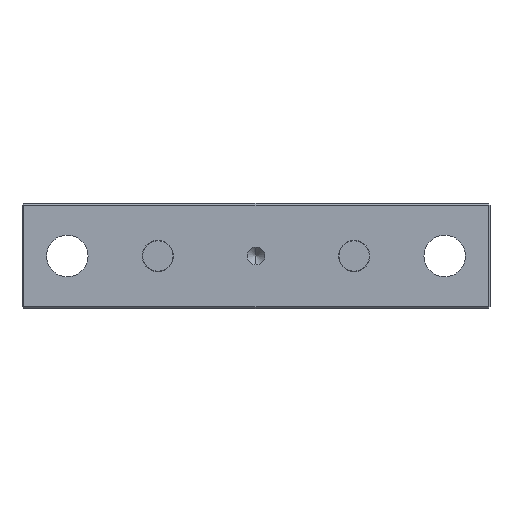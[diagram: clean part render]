
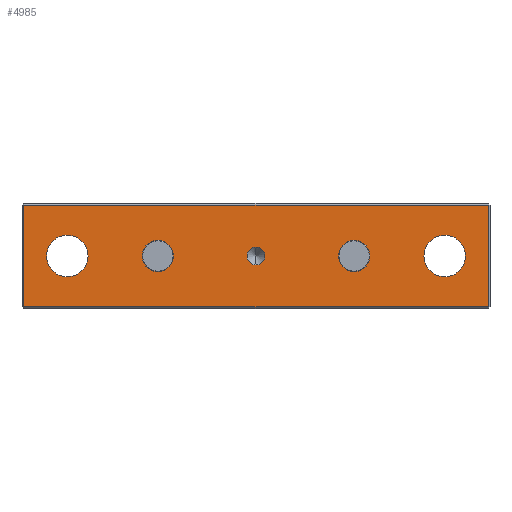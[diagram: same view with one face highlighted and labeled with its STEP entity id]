
A CAD part, front view. The second image highlights one B-rep face of the part: STEP entity #4985.
In plain terms, the highlighted planar face has unit normal (0, -1, 0).
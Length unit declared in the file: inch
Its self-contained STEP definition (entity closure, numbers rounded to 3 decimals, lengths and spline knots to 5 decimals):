
#189 = AXIS2_PLACEMENT_3D ( 'NONE', #5149, #935, #5889 ) ;
#219 = VECTOR ( 'NONE', #6316, 39.37008 ) ;
#316 = DIRECTION ( 'NONE',  ( 0., 1., 0. ) ) ;
#375 = DIRECTION ( 'NONE',  ( 0., 0., 1. ) ) ;
#381 = CARTESIAN_POINT ( 'NONE',  ( 1.21047, -0.70866, 0.26559 ) ) ;
#383 = CARTESIAN_POINT ( 'NONE',  ( -0.43043, -0.70866, 0. ) ) ;
#428 = ORIENTED_EDGE ( 'NONE', *, *, #1862, .T. ) ;
#582 = CARTESIAN_POINT ( 'NONE',  ( 0.51181, -0.70866, 0. ) ) ;
#584 = VECTOR ( 'NONE', #375, 39.37008 ) ;
#667 = AXIS2_PLACEMENT_3D ( 'NONE', #8222, #3958, #8908 ) ;
#813 = CARTESIAN_POINT ( 'NONE',  ( -0.98425, -0.70866, 0. ) ) ;
#835 = ORIENTED_EDGE ( 'NONE', *, *, #2022, .T. ) ;
#935 = DIRECTION ( 'NONE',  ( 0., 1., 0. ) ) ;
#1257 = DIRECTION ( 'NONE',  ( 0., 1., 0. ) ) ;
#1265 = DIRECTION ( 'NONE',  ( -1., 0., 0. ) ) ;
#1306 = EDGE_CURVE ( 'NONE', #2378, #2496, #9114, .T. ) ;
#1341 = CARTESIAN_POINT ( 'NONE',  ( -1.21047, -0.70866, 0.26559 ) ) ;
#1512 = DIRECTION ( 'NONE',  ( -1., 0., 0. ) ) ;
#1591 = VERTEX_POINT ( 'NONE', #381 ) ;
#1617 = FACE_BOUND ( 'NONE', #2915, .T. ) ;
#1664 = CARTESIAN_POINT ( 'NONE',  ( 0.43043, -0.70866, 0. ) ) ;
#1668 = EDGE_CURVE ( 'NONE', #1591, #7623, #1776, .T. ) ;
#1699 = EDGE_CURVE ( 'NONE', #2602, #3541, #7463, .T. ) ;
#1728 = EDGE_LOOP ( 'NONE', ( #7779, #1820 ) ) ;
#1774 = EDGE_CURVE ( 'NONE', #4008, #4889, #7322, .T. ) ;
#1776 = LINE ( 'NONE', #3020, #5543 ) ;
#1782 = CARTESIAN_POINT ( 'NONE',  ( 0.87575, -0.70866, 0. ) ) ;
#1820 = ORIENTED_EDGE ( 'NONE', *, *, #1774, .T. ) ;
#1827 = CARTESIAN_POINT ( 'NONE',  ( 1.21047, -0.70866, 0. ) ) ;
#1861 = FACE_BOUND ( 'NONE', #5782, .T. ) ;
#1862 = EDGE_CURVE ( 'NONE', #7116, #1591, #8101, .T. ) ;
#1883 = VECTOR ( 'NONE', #9030, 39.37008 ) ;
#1973 = AXIS2_PLACEMENT_3D ( 'NONE', #5505, #1257, #6222 ) ;
#2022 = EDGE_CURVE ( 'NONE', #3745, #7116, #3987, .T. ) ;
#2056 = EDGE_CURVE ( 'NONE', #7764, #6050, #2853, .T. ) ;
#2104 = CARTESIAN_POINT ( 'NONE',  ( -0.87575, -0.70866, 0. ) ) ;
#2108 = CARTESIAN_POINT ( 'NONE',  ( -0.59319, -0.70866, 0. ) ) ;
#2184 = EDGE_CURVE ( 'NONE', #7623, #3745, #5642, .T. ) ;
#2248 = AXIS2_PLACEMENT_3D ( 'NONE', #813, #5769, #1512 ) ;
#2378 = VERTEX_POINT ( 'NONE', #2104 ) ;
#2456 = DIRECTION ( 'NONE',  ( 0., 1., 0. ) ) ;
#2467 = CARTESIAN_POINT ( 'NONE',  ( 1.22047, -0.70866, 0. ) ) ;
#2485 = EDGE_LOOP ( 'NONE', ( #428, #6427, #6819, #835 ) ) ;
#2496 = VERTEX_POINT ( 'NONE', #5022 ) ;
#2583 = CIRCLE ( 'NONE', #3022, 0.1085 ) ;
#2602 = VERTEX_POINT ( 'NONE', #1664 ) ;
#2824 = EDGE_CURVE ( 'NONE', #4889, #4008, #3955, .T. ) ;
#2853 = CIRCLE ( 'NONE', #1973, 0.04688 ) ;
#2895 = CARTESIAN_POINT ( 'NONE',  ( 0., -0.70866, -0.04688 ) ) ;
#2915 = EDGE_LOOP ( 'NONE', ( #8374, #6346 ) ) ;
#3020 = CARTESIAN_POINT ( 'NONE',  ( 1.22047, -0.70866, 0.26559 ) ) ;
#3022 = AXIS2_PLACEMENT_3D ( 'NONE', #4515, #316, #5231 ) ;
#3184 = DIRECTION ( 'NONE',  ( 0., 0., -1. ) ) ;
#3185 = ORIENTED_EDGE ( 'NONE', *, *, #1306, .T. ) ;
#3450 = CARTESIAN_POINT ( 'NONE',  ( -0.51181, -0.70866, 0. ) ) ;
#3491 = FACE_BOUND ( 'NONE', #1728, .T. ) ;
#3540 = CIRCLE ( 'NONE', #7709, 0.04688 ) ;
#3541 = VERTEX_POINT ( 'NONE', #7304 ) ;
#3650 = ORIENTED_EDGE ( 'NONE', *, *, #8008, .T. ) ;
#3680 = CARTESIAN_POINT ( 'NONE',  ( -0.98425, -0.70866, 0. ) ) ;
#3745 = VERTEX_POINT ( 'NONE', #4069 ) ;
#3867 = CARTESIAN_POINT ( 'NONE',  ( -0.51181, -0.70866, 0. ) ) ;
#3931 = ORIENTED_EDGE ( 'NONE', *, *, #4098, .T. ) ;
#3939 = EDGE_CURVE ( 'NONE', #4159, #7354, #2583, .T. ) ;
#3955 = CIRCLE ( 'NONE', #6988, 0.08138 ) ;
#3958 = DIRECTION ( 'NONE',  ( 0., 1., 0. ) ) ;
#3971 = EDGE_CURVE ( 'NONE', #6050, #7764, #3540, .T. ) ;
#3987 = LINE ( 'NONE', #6925, #1883 ) ;
#4008 = VERTEX_POINT ( 'NONE', #383 ) ;
#4069 = CARTESIAN_POINT ( 'NONE',  ( -1.21047, -0.70866, -0.26559 ) ) ;
#4093 = CARTESIAN_POINT ( 'NONE',  ( 0., -0.70866, 0.04688 ) ) ;
#4098 = EDGE_CURVE ( 'NONE', #3541, #2602, #8896, .T. ) ;
#4159 = VERTEX_POINT ( 'NONE', #5564 ) ;
#4166 = DIRECTION ( 'NONE',  ( -1., 0., 0. ) ) ;
#4384 = DIRECTION ( 'NONE',  ( -1., 0., 0. ) ) ;
#4515 = CARTESIAN_POINT ( 'NONE',  ( 0.98425, -0.70866, 0. ) ) ;
#4574 = DIRECTION ( 'NONE',  ( -1., 0., 0. ) ) ;
#4851 = ORIENTED_EDGE ( 'NONE', *, *, #3939, .T. ) ;
#4887 = ORIENTED_EDGE ( 'NONE', *, *, #1699, .T. ) ;
#4889 = VERTEX_POINT ( 'NONE', #2108 ) ;
#4985 = ADVANCED_FACE ( 'NONE', ( #5412, #9151, #1861, #3491, #1617, #8948 ), #5985, .T. ) ;
#5022 = CARTESIAN_POINT ( 'NONE',  ( -1.09275, -0.70866, 0. ) ) ;
#5110 = AXIS2_PLACEMENT_3D ( 'NONE', #582, #5510, #1265 ) ;
#5149 = CARTESIAN_POINT ( 'NONE',  ( 0.51181, -0.70866, 0. ) ) ;
#5231 = DIRECTION ( 'NONE',  ( -1., 0., 0. ) ) ;
#5412 = FACE_BOUND ( 'NONE', #6476, .T. ) ;
#5505 = CARTESIAN_POINT ( 'NONE',  ( 0., -0.70866, 0. ) ) ;
#5510 = DIRECTION ( 'NONE',  ( 0., 1., 0. ) ) ;
#5543 = VECTOR ( 'NONE', #7996, 39.37008 ) ;
#5564 = CARTESIAN_POINT ( 'NONE',  ( 1.09275, -0.70866, 0. ) ) ;
#5642 = LINE ( 'NONE', #6343, #219 ) ;
#5769 = DIRECTION ( 'NONE',  ( 0., 1., 0. ) ) ;
#5782 = EDGE_LOOP ( 'NONE', ( #4887, #3931 ) ) ;
#5786 = EDGE_LOOP ( 'NONE', ( #3650, #3185 ) ) ;
#5889 = DIRECTION ( 'NONE',  ( -1., 0., 0. ) ) ;
#5985 = PLANE ( 'NONE',  #6186 ) ;
#6050 = VERTEX_POINT ( 'NONE', #4093 ) ;
#6186 = AXIS2_PLACEMENT_3D ( 'NONE', #2467, #7453, #3184 ) ;
#6222 = DIRECTION ( 'NONE',  ( 0., 0., -1. ) ) ;
#6316 = DIRECTION ( 'NONE',  ( 0., 0., -1. ) ) ;
#6343 = CARTESIAN_POINT ( 'NONE',  ( -1.21047, -0.70866, 0. ) ) ;
#6346 = ORIENTED_EDGE ( 'NONE', *, *, #3971, .T. ) ;
#6361 = AXIS2_PLACEMENT_3D ( 'NONE', #3867, #8834, #4574 ) ;
#6427 = ORIENTED_EDGE ( 'NONE', *, *, #1668, .T. ) ;
#6476 = EDGE_LOOP ( 'NONE', ( #6495, #4851 ) ) ;
#6495 = ORIENTED_EDGE ( 'NONE', *, *, #7371, .T. ) ;
#6552 = CIRCLE ( 'NONE', #667, 0.1085 ) ;
#6733 = CARTESIAN_POINT ( 'NONE',  ( 0., -0.70866, 0. ) ) ;
#6819 = ORIENTED_EDGE ( 'NONE', *, *, #2184, .T. ) ;
#6882 = CIRCLE ( 'NONE', #7092, 0.1085 ) ;
#6925 = CARTESIAN_POINT ( 'NONE',  ( 1.22047, -0.70866, -0.26559 ) ) ;
#6988 = AXIS2_PLACEMENT_3D ( 'NONE', #3450, #8426, #4166 ) ;
#7092 = AXIS2_PLACEMENT_3D ( 'NONE', #3680, #8654, #4384 ) ;
#7116 = VERTEX_POINT ( 'NONE', #7784 ) ;
#7304 = CARTESIAN_POINT ( 'NONE',  ( 0.59319, -0.70866, 0. ) ) ;
#7322 = CIRCLE ( 'NONE', #6361, 0.08138 ) ;
#7354 = VERTEX_POINT ( 'NONE', #1782 ) ;
#7371 = EDGE_CURVE ( 'NONE', #7354, #4159, #6552, .T. ) ;
#7441 = DIRECTION ( 'NONE',  ( 0., 0., -1. ) ) ;
#7453 = DIRECTION ( 'NONE',  ( 0., -1., 0. ) ) ;
#7463 = CIRCLE ( 'NONE', #189, 0.08138 ) ;
#7623 = VERTEX_POINT ( 'NONE', #1341 ) ;
#7709 = AXIS2_PLACEMENT_3D ( 'NONE', #6733, #2456, #7441 ) ;
#7764 = VERTEX_POINT ( 'NONE', #2895 ) ;
#7779 = ORIENTED_EDGE ( 'NONE', *, *, #2824, .T. ) ;
#7784 = CARTESIAN_POINT ( 'NONE',  ( 1.21047, -0.70866, -0.26559 ) ) ;
#7996 = DIRECTION ( 'NONE',  ( -1., 0., 0. ) ) ;
#8008 = EDGE_CURVE ( 'NONE', #2496, #2378, #6882, .T. ) ;
#8101 = LINE ( 'NONE', #1827, #584 ) ;
#8222 = CARTESIAN_POINT ( 'NONE',  ( 0.98425, -0.70866, 0. ) ) ;
#8374 = ORIENTED_EDGE ( 'NONE', *, *, #2056, .T. ) ;
#8426 = DIRECTION ( 'NONE',  ( 0., 1., 0. ) ) ;
#8654 = DIRECTION ( 'NONE',  ( 0., 1., 0. ) ) ;
#8834 = DIRECTION ( 'NONE',  ( 0., 1., 0. ) ) ;
#8896 = CIRCLE ( 'NONE', #5110, 0.08138 ) ;
#8908 = DIRECTION ( 'NONE',  ( -1., 0., 0. ) ) ;
#8948 = FACE_OUTER_BOUND ( 'NONE', #2485, .T. ) ;
#9030 = DIRECTION ( 'NONE',  ( 1., 0., 0. ) ) ;
#9114 = CIRCLE ( 'NONE', #2248, 0.1085 ) ;
#9151 = FACE_BOUND ( 'NONE', #5786, .T. ) ;
